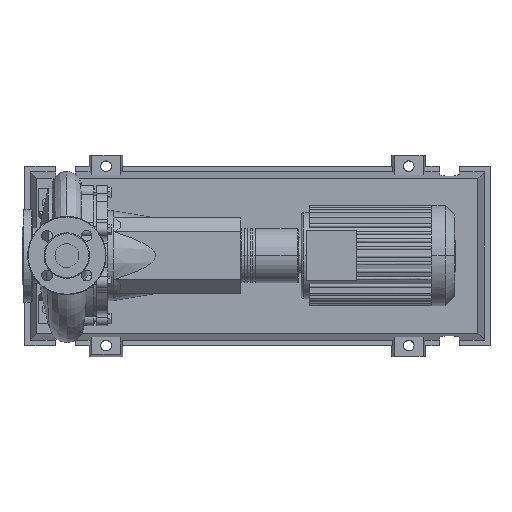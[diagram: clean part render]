
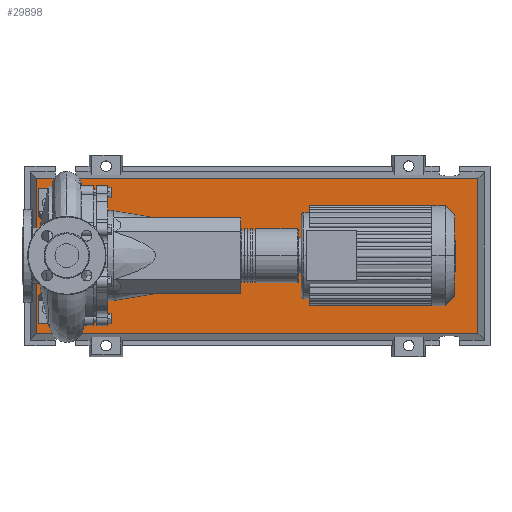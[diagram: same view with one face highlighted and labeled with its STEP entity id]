
A CAD part, top view. The second image highlights one B-rep face of the part: STEP entity #29898.
In plain terms, the highlighted planar face has unit normal (0, 0, 1).
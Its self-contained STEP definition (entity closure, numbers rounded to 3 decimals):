
#29579=CARTESIAN_POINT('',(733.292,-138.292,83.0));
#29580=VERTEX_POINT('',#29579);
#29587=CARTESIAN_POINT('',(-53.292,-138.292,83.0));
#29588=VERTEX_POINT('',#29587);
#29589=CARTESIAN_POINT('',(733.292,-138.292,83.0));
#29590=DIRECTION('',(-1.0,0.0,0.0));
#29591=VECTOR('',#29590,786.584);
#29592=LINE('',#29589,#29591);
#29593=EDGE_CURVE('',#29580,#29588,#29592,.T.);
#29811=CARTESIAN_POINT('',(733.292,138.292,83.0));
#29812=VERTEX_POINT('',#29811);
#29813=CARTESIAN_POINT('',(733.292,138.292,83.0));
#29814=DIRECTION('',(0.0,-1.0,0.0));
#29815=VECTOR('',#29814,276.584);
#29816=LINE('',#29813,#29815);
#29817=EDGE_CURVE('',#29812,#29580,#29816,.T.);
#29835=CARTESIAN_POINT('',(-53.292,138.292,83.0));
#29836=VERTEX_POINT('',#29835);
#29837=CARTESIAN_POINT('',(-53.292,-138.292,83.0));
#29838=DIRECTION('',(0.0,1.0,0.0));
#29839=VECTOR('',#29838,276.584);
#29840=LINE('',#29837,#29839);
#29841=EDGE_CURVE('',#29588,#29836,#29840,.T.);
#29874=CARTESIAN_POINT('',(-53.292,138.292,83.0));
#29875=DIRECTION('',(1.0,0.0,0.0));
#29876=VECTOR('',#29875,786.584);
#29877=LINE('',#29874,#29876);
#29878=EDGE_CURVE('',#29836,#29812,#29877,.T.);
#29887=CARTESIAN_POINT('',(340.,0.,83.0));
#29888=DIRECTION('',(0.0,0.0,1.0));
#29889=DIRECTION('',(1.0,0.0,0.0));
#29890=AXIS2_PLACEMENT_3D('',#29887,#29888,#29889);
#29891=PLANE('',#29890);
#29892=ORIENTED_EDGE('',*,*,#29817,.F.);
#29893=ORIENTED_EDGE('',*,*,#29878,.F.);
#29894=ORIENTED_EDGE('',*,*,#29841,.F.);
#29895=ORIENTED_EDGE('',*,*,#29593,.F.);
#29896=EDGE_LOOP('',(#29892,#29893,#29894,#29895));
#29897=FACE_OUTER_BOUND('',#29896,.T.);
#29898=ADVANCED_FACE('',(#29897),#29891,.T.);
